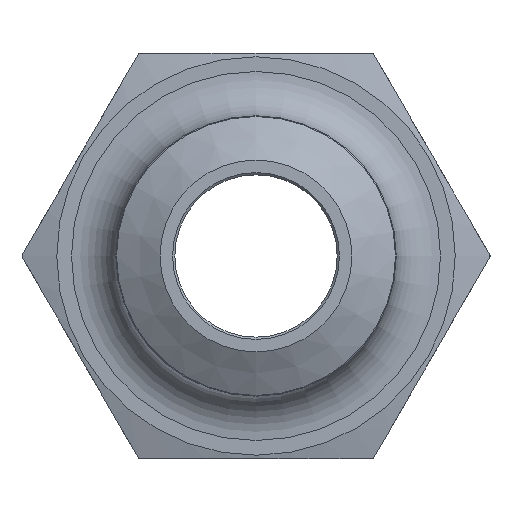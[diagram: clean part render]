
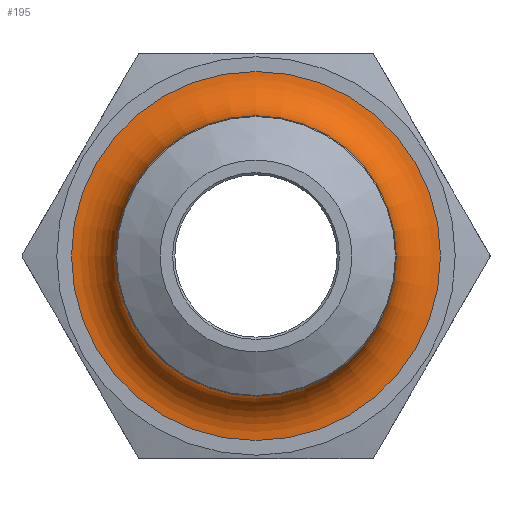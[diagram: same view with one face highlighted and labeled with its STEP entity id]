
A CAD part, left-side view. The second image highlights one B-rep face of the part: STEP entity #195.
In plain terms, the highlighted toroidal (fillet/blend) face has major radius 25 mm and minor radius 6 mm.
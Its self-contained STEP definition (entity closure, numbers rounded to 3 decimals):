
#148=TOROIDAL_SURFACE('',#673,25.,6.);
#195=ADVANCED_FACE('',(#275,#276),#148,.F.);
#275=FACE_BOUND('',#341,.T.);
#276=FACE_BOUND('',#342,.T.);
#341=EDGE_LOOP('',(#465));
#342=EDGE_LOOP('',(#466));
#465=ORIENTED_EDGE('',*,*,#586,.T.);
#466=ORIENTED_EDGE('',*,*,#585,.F.);
#523=VERTEX_POINT('',#1159);
#524=VERTEX_POINT('',#1162);
#585=EDGE_CURVE('',#523,#523,#611,.T.);
#586=EDGE_CURVE('',#524,#524,#612,.T.);
#611=CIRCLE('',#670,25.);
#612=CIRCLE('',#672,19.);
#670=AXIS2_PLACEMENT_3D('',#1158,#803,#804);
#672=AXIS2_PLACEMENT_3D('',#1161,#807,#808);
#673=AXIS2_PLACEMENT_3D('',#1163,#809,#810);
#803=DIRECTION('',(1.,0.,0.));
#804=DIRECTION('',(0.,0.,1.));
#807=DIRECTION('',(1.,0.,0.));
#808=DIRECTION('',(0.,0.,1.));
#809=DIRECTION('',(-1.,0.,0.));
#810=DIRECTION('',(0.,0.,1.));
#1158=CARTESIAN_POINT('',(22.,0.,0.));
#1159=CARTESIAN_POINT('',(22.,0.,25.));
#1161=CARTESIAN_POINT('',(16.,0.,0.));
#1162=CARTESIAN_POINT('',(16.,0.,19.));
#1163=CARTESIAN_POINT('',(16.,0.,0.));
